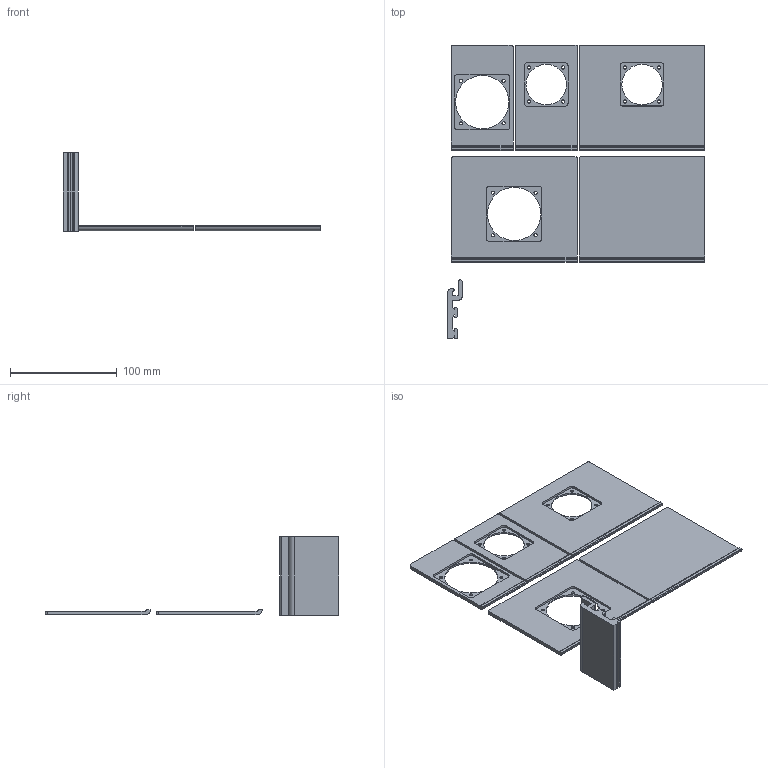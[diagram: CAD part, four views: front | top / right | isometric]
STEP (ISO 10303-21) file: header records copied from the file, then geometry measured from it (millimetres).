
FILE_DESCRIPTION(/* description */ (''),/* implementation_level */ '2;1');
FILE_NAME(/* name */ 'cover_with_hinge.step',/* time_stamp */ '2020-01-11T15:49:44-05:00',/* author */ (''),/* organization */ (''),/* preprocessor_version */ 'ST-DEVELOPER v18',/* originating_system */ 'Autodesk Translation Framework v8.12.0.6',/* authorisation */ '');
FILE_SCHEMA (('AUTOMOTIVE_DESIGN { 1 0 10303 214 3 1 1 }'));
Length unit declared in the file: millimetre
Products named in the file (1): cover_with_hinge
Bounding box: 242 x 275.8 x 74 mm (x, y, z)
Volume: 165600.8 mm3; surface area: 103931 mm2
Topology: 6 solids, 6 shells, 154 faces, 437 edges, 299 vertices
Faces by surface type: plane 82, cylinder 72
Full cylindrical faces by diameter (mm): 3 x16, 38 x2, 50 x2
Entity records: 5196 total; most frequent: DIRECTION 903, CARTESIAN_POINT 891, ORIENTED_EDGE 874, EDGE_CURVE 437, AXIS2_PLACEMENT_3D 311, VERTEX_POINT 299, LINE 281, VECTOR 281
